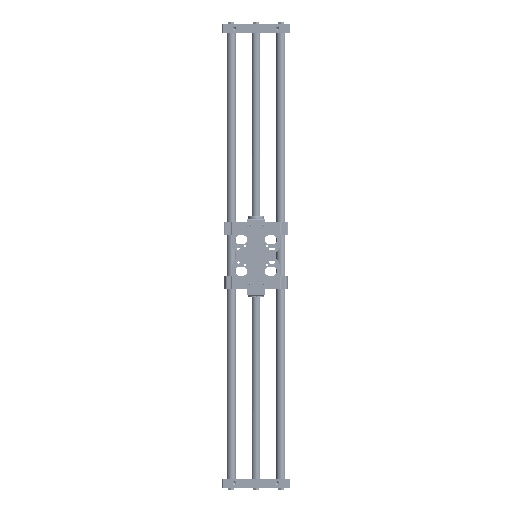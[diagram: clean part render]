
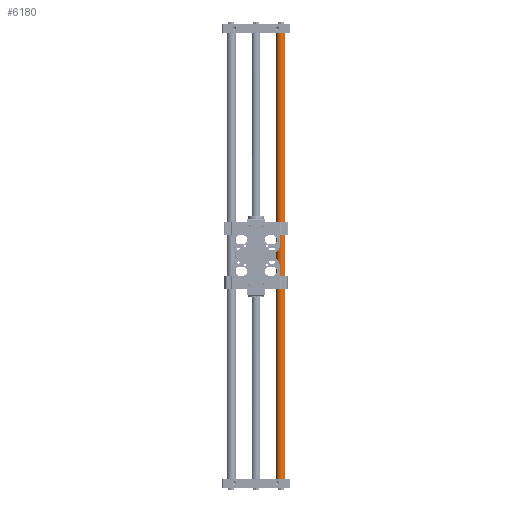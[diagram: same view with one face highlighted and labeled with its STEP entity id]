
A CAD part, front view. The second image highlights one B-rep face of the part: STEP entity #6180.
In plain terms, the highlighted cylindrical face has radius 10 mm (diameter 20 mm), a partial arc.
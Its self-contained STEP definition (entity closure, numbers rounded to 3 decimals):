
#704 = DIRECTION ( 'NONE',  ( 0., 0., -1. ) ) ;
#2280 = DIRECTION ( 'NONE',  ( 0., 0., 1. ) ) ;
#4813 = CARTESIAN_POINT ( 'NONE',  ( 0., 0., 1002. ) ) ;
#5296 = CARTESIAN_POINT ( 'NONE',  ( 10., 0., 1002. ) ) ;
#6180 = ADVANCED_FACE ( 'NONE', ( #13821 ), #43305, .T. ) ;
#6548 = AXIS2_PLACEMENT_3D ( 'NONE', #4813, #27639, #19806 ) ;
#8813 = VERTEX_POINT ( 'NONE', #46297 ) ;
#8970 = ORIENTED_EDGE ( 'NONE', *, *, #20871, .T. ) ;
#9263 = EDGE_CURVE ( 'NONE', #19847, #8813, #11051, .T. ) ;
#11051 = CIRCLE ( 'NONE', #16549, 10. ) ;
#12894 = CARTESIAN_POINT ( 'NONE',  ( 0., 0., 1. ) ) ;
#13657 = LINE ( 'NONE', #17557, #14353 ) ;
#13821 = FACE_OUTER_BOUND ( 'NONE', #15896, .T. ) ;
#14353 = VECTOR ( 'NONE', #47756, 1000. ) ;
#15886 = VERTEX_POINT ( 'NONE', #19327 ) ;
#15896 = EDGE_LOOP ( 'NONE', ( #17647, #20956, #8970, #17333 ) ) ;
#16549 = AXIS2_PLACEMENT_3D ( 'NONE', #12894, #2280, #47466 ) ;
#17333 = ORIENTED_EDGE ( 'NONE', *, *, #9263, .T. ) ;
#17557 = CARTESIAN_POINT ( 'NONE',  ( -10., 0., 1003. ) ) ;
#17647 = ORIENTED_EDGE ( 'NONE', *, *, #36344, .F. ) ;
#19122 = VECTOR ( 'NONE', #704, 1000. ) ;
#19327 = CARTESIAN_POINT ( 'NONE',  ( -10., 0., 1002. ) ) ;
#19806 = DIRECTION ( 'NONE',  ( 1., 0., 0. ) ) ;
#19847 = VERTEX_POINT ( 'NONE', #24201 ) ;
#19884 = CIRCLE ( 'NONE', #6548, 10. ) ;
#20871 = EDGE_CURVE ( 'NONE', #15886, #19847, #13657, .T. ) ;
#20956 = ORIENTED_EDGE ( 'NONE', *, *, #27391, .T. ) ;
#21022 = AXIS2_PLACEMENT_3D ( 'NONE', #35184, #21197, #24377 ) ;
#21197 = DIRECTION ( 'NONE',  ( 0., 0., -1. ) ) ;
#24201 = CARTESIAN_POINT ( 'NONE',  ( -10., 0., 1. ) ) ;
#24377 = DIRECTION ( 'NONE',  ( -1., 0., 0. ) ) ;
#27391 = EDGE_CURVE ( 'NONE', #39237, #15886, #19884, .T. ) ;
#27639 = DIRECTION ( 'NONE',  ( 0., 0., -1. ) ) ;
#30890 = CARTESIAN_POINT ( 'NONE',  ( 10., 0., 1003. ) ) ;
#34103 = LINE ( 'NONE', #30890, #19122 ) ;
#35184 = CARTESIAN_POINT ( 'NONE',  ( 0., 0., 1003. ) ) ;
#36344 = EDGE_CURVE ( 'NONE', #39237, #8813, #34103, .T. ) ;
#39237 = VERTEX_POINT ( 'NONE', #5296 ) ;
#43305 = CYLINDRICAL_SURFACE ( 'NONE', #21022, 10. ) ;
#46297 = CARTESIAN_POINT ( 'NONE',  ( 10., 0., 1. ) ) ;
#47466 = DIRECTION ( 'NONE',  ( 1., 0., 0. ) ) ;
#47756 = DIRECTION ( 'NONE',  ( 0., 0., -1. ) ) ;
